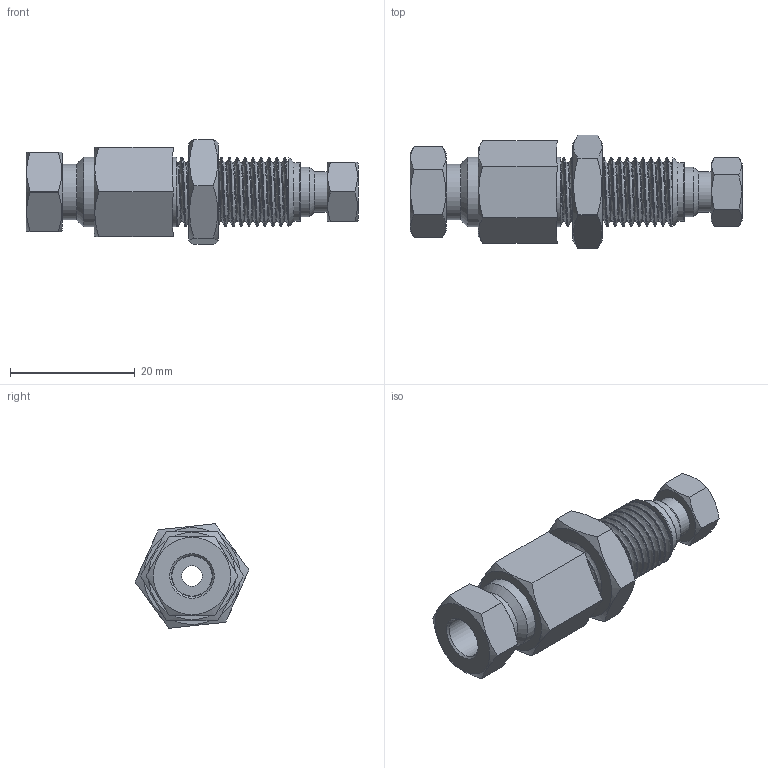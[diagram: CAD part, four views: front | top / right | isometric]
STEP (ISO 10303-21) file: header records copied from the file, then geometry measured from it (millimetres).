
FILE_DESCRIPTION((''),'2;1');
FILE_NAME('305190-ZBRU42T Bulkhead internal reducing union.stp','2013-08-23T10:17:25',('Franzp'),(''),'Autodesk Inventor 2013','Autodesk Inventor 2013','');
FILE_SCHEMA(('AUTOMOTIVE_DESIGN { 1 0 10303 214 1 1 1 1 }'));
Length unit declared in the file: millimetre
Products named in the file (3): 3151a90; 315190; 310536
Assembly tree (2 placements, depth 2):
  3151a90
    315190
    310536
Bounding box: 53.23 x 18.22 x 16.76 mm (x, y, z)
Volume: 646.4 mm3; surface area: 5496.4 mm2
Topology: 1 solids, 10 shells, 76 faces, 213 edges, 136 vertices
Faces by surface type: plane 36, cylinder 17, cone 16, bspline 6, torus 1
Full cylindrical faces by diameter (mm): 3.3 x1, 6.477 x1, 6.55 x1, 7.938 x1, 8.89 x1, 9.229 x2, 9.398 x1, 9.728 x1, 11.112 x1, 11.113 x1
Entity records: 9159 total; most frequent: CARTESIAN_POINT 7355, DIRECTION 332, ORIENTED_EDGE 300, EDGE_CURVE 176, AXIS2_PLACEMENT_3D 148, VERTEX_POINT 127, EDGE_LOOP 116, FACE_OUTER_BOUND 76
